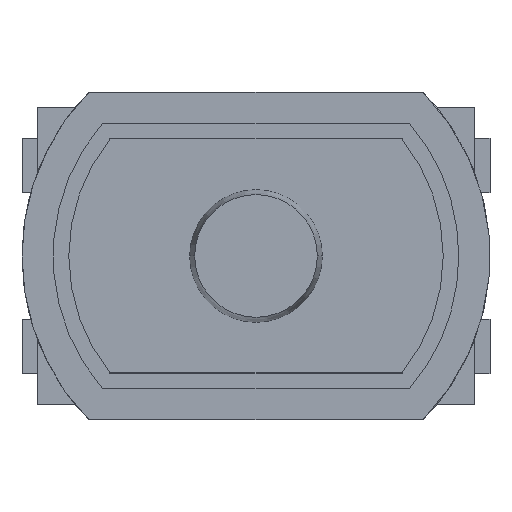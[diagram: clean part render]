
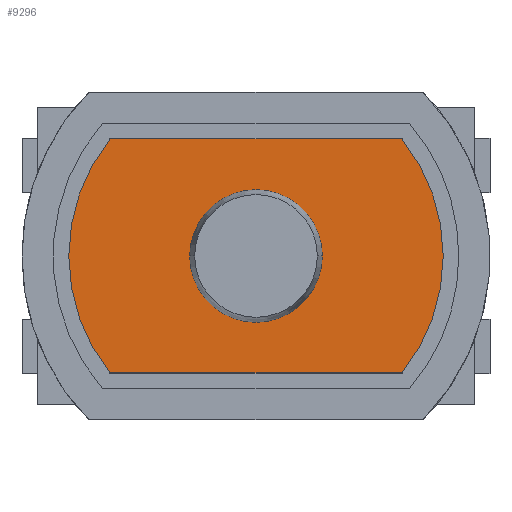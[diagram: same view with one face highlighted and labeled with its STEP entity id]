
A CAD part, top view. The second image highlights one B-rep face of the part: STEP entity #9296.
In plain terms, the highlighted planar face has unit normal (0, 0, 1).
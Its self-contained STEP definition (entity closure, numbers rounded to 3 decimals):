
#74 = CONICAL_SURFACE('',#75,0.425,0.175);
#75 = AXIS2_PLACEMENT_3D('',#76,#77,#78);
#76 = CARTESIAN_POINT('',(0.,0.,0.36));
#77 = DIRECTION('',(-0.,-0.,-1.));
#78 = DIRECTION('',(1.,0.,0.));
#99 = VERTEX_POINT('',#100);
#100 = CARTESIAN_POINT('',(-0.425,0.,0.36));
#114 = CONICAL_SURFACE('',#115,0.425,0.175);
#115 = AXIS2_PLACEMENT_3D('',#116,#117,#118);
#116 = CARTESIAN_POINT('',(0.,0.,0.36));
#117 = DIRECTION('',(-0.,-0.,-1.));
#118 = DIRECTION('',(1.,0.,0.));
#126 = EDGE_CURVE('',#99,#127,#129,.T.);
#127 = VERTEX_POINT('',#128);
#128 = CARTESIAN_POINT('',(0.425,0.,0.36));
#129 = SURFACE_CURVE('',#130,(#135,#142),.PCURVE_S1.);
#130 = CIRCLE('',#131,0.425);
#131 = AXIS2_PLACEMENT_3D('',#132,#133,#134);
#132 = CARTESIAN_POINT('',(0.,0.,0.36));
#133 = DIRECTION('',(0.,0.,1.));
#134 = DIRECTION('',(1.,0.,-0.));
#135 = PCURVE('',#74,#136);
#136 = DEFINITIONAL_REPRESENTATION('',(#137),#141);
#137 = LINE('',#138,#139);
#138 = CARTESIAN_POINT('',(6.283,0.));
#139 = VECTOR('',#140,1.);
#140 = DIRECTION('',(-1.,0.));
#141 = ( GEOMETRIC_REPRESENTATION_CONTEXT(2) 
PARAMETRIC_REPRESENTATION_CONTEXT() REPRESENTATION_CONTEXT('2D SPACE',''
  ) );
#142 = PCURVE('',#143,#148);
#143 = PLANE('',#144);
#144 = AXIS2_PLACEMENT_3D('',#145,#146,#147);
#145 = CARTESIAN_POINT('',(0.,0.,0.36));
#146 = DIRECTION('',(0.,0.,1.));
#147 = DIRECTION('',(1.,0.,-0.));
#148 = DEFINITIONAL_REPRESENTATION('',(#149),#153);
#149 = CIRCLE('',#150,0.425);
#150 = AXIS2_PLACEMENT_2D('',#151,#152);
#151 = CARTESIAN_POINT('',(0.,0.));
#152 = DIRECTION('',(1.,0.));
#153 = ( GEOMETRIC_REPRESENTATION_CONTEXT(2) 
PARAMETRIC_REPRESENTATION_CONTEXT() REPRESENTATION_CONTEXT('2D SPACE',''
  ) );
#191 = CYLINDRICAL_SURFACE('',#192,1.2);
#192 = AXIS2_PLACEMENT_3D('',#193,#194,#195);
#193 = CARTESIAN_POINT('',(0.,0.,0.35));
#194 = DIRECTION('',(0.,0.,1.));
#195 = DIRECTION('',(1.,0.,-0.));
#216 = VERTEX_POINT('',#217);
#217 = CARTESIAN_POINT('',(1.2,0.,0.36));
#231 = CYLINDRICAL_SURFACE('',#232,1.2);
#232 = AXIS2_PLACEMENT_3D('',#233,#234,#235);
#233 = CARTESIAN_POINT('',(0.,0.,0.35));
#234 = DIRECTION('',(0.,0.,1.));
#235 = DIRECTION('',(1.,0.,-0.));
#243 = EDGE_CURVE('',#244,#216,#246,.T.);
#244 = VERTEX_POINT('',#245);
#245 = CARTESIAN_POINT('',(0.937,-0.75,0.36)
  );
#246 = SURFACE_CURVE('',#247,(#252,#259),.PCURVE_S1.);
#247 = CIRCLE('',#248,1.2);
#248 = AXIS2_PLACEMENT_3D('',#249,#250,#251);
#249 = CARTESIAN_POINT('',(0.,0.,0.36));
#250 = DIRECTION('',(0.,0.,1.));
#251 = DIRECTION('',(1.,0.,-0.));
#252 = PCURVE('',#191,#253);
#253 = DEFINITIONAL_REPRESENTATION('',(#254),#258);
#254 = LINE('',#255,#256);
#255 = CARTESIAN_POINT('',(0.,0.01));
#256 = VECTOR('',#257,1.);
#257 = DIRECTION('',(1.,0.));
#258 = ( GEOMETRIC_REPRESENTATION_CONTEXT(2) 
PARAMETRIC_REPRESENTATION_CONTEXT() REPRESENTATION_CONTEXT('2D SPACE',''
  ) );
#259 = PCURVE('',#143,#260);
#260 = DEFINITIONAL_REPRESENTATION('',(#261),#265);
#261 = CIRCLE('',#262,1.2);
#262 = AXIS2_PLACEMENT_2D('',#263,#264);
#263 = CARTESIAN_POINT('',(0.,0.));
#264 = DIRECTION('',(1.,0.));
#265 = ( GEOMETRIC_REPRESENTATION_CONTEXT(2) 
PARAMETRIC_REPRESENTATION_CONTEXT() REPRESENTATION_CONTEXT('2D SPACE',''
  ) );
#281 = PLANE('',#282);
#282 = AXIS2_PLACEMENT_3D('',#283,#284,#285);
#283 = CARTESIAN_POINT('',(-0.937,-0.75,0.35)
  );
#284 = DIRECTION('',(0.,-1.,0.));
#285 = DIRECTION('',(1.,0.,0.));
#8975 = PLANE('',#8976);
#8976 = AXIS2_PLACEMENT_3D('',#8977,#8978,#8979);
#8977 = CARTESIAN_POINT('',(0.937,0.75,0.35)
  );
#8978 = DIRECTION('',(0.,1.,0.));
#8979 = DIRECTION('',(0.,-0.,1.));
#9048 = CYLINDRICAL_SURFACE('',#9049,1.2);
#9049 = AXIS2_PLACEMENT_3D('',#9050,#9051,#9052);
#9050 = CARTESIAN_POINT('',(0.,0.,0.35));
#9051 = DIRECTION('',(0.,0.,1.));
#9052 = DIRECTION('',(1.,0.,-0.));
#9070 = EDGE_CURVE('',#9071,#9073,#9075,.T.);
#9071 = VERTEX_POINT('',#9072);
#9072 = CARTESIAN_POINT('',(-0.937,0.75,0.36)
  );
#9073 = VERTEX_POINT('',#9074);
#9074 = CARTESIAN_POINT('',(-0.937,-0.75,0.36
    ));
#9075 = SURFACE_CURVE('',#9076,(#9081,#9088),.PCURVE_S1.);
#9076 = CIRCLE('',#9077,1.2);
#9077 = AXIS2_PLACEMENT_3D('',#9078,#9079,#9080);
#9078 = CARTESIAN_POINT('',(0.,0.,0.36));
#9079 = DIRECTION('',(0.,0.,1.));
#9080 = DIRECTION('',(1.,0.,-0.));
#9081 = PCURVE('',#9048,#9082);
#9082 = DEFINITIONAL_REPRESENTATION('',(#9083),#9087);
#9083 = LINE('',#9084,#9085);
#9084 = CARTESIAN_POINT('',(0.,0.01));
#9085 = VECTOR('',#9086,1.);
#9086 = DIRECTION('',(1.,0.));
#9087 = ( GEOMETRIC_REPRESENTATION_CONTEXT(2) 
PARAMETRIC_REPRESENTATION_CONTEXT() REPRESENTATION_CONTEXT('2D SPACE',''
  ) );
#9088 = PCURVE('',#143,#9089);
#9089 = DEFINITIONAL_REPRESENTATION('',(#9090),#9094);
#9090 = CIRCLE('',#9091,1.2);
#9091 = AXIS2_PLACEMENT_2D('',#9092,#9093);
#9092 = CARTESIAN_POINT('',(0.,0.));
#9093 = DIRECTION('',(1.,0.));
#9094 = ( GEOMETRIC_REPRESENTATION_CONTEXT(2) 
PARAMETRIC_REPRESENTATION_CONTEXT() REPRESENTATION_CONTEXT('2D SPACE',''
  ) );
#9142 = EDGE_CURVE('',#9143,#9071,#9145,.T.);
#9143 = VERTEX_POINT('',#9144);
#9144 = CARTESIAN_POINT('',(0.937,0.75,0.36)
  );
#9145 = SURFACE_CURVE('',#9146,(#9150,#9157),.PCURVE_S1.);
#9146 = LINE('',#9147,#9148);
#9147 = CARTESIAN_POINT('',(0.937,0.75,0.36)
  );
#9148 = VECTOR('',#9149,1.);
#9149 = DIRECTION('',(-1.,0.,0.));
#9150 = PCURVE('',#8975,#9151);
#9151 = DEFINITIONAL_REPRESENTATION('',(#9152),#9156);
#9152 = LINE('',#9153,#9154);
#9153 = CARTESIAN_POINT('',(0.01,0.));
#9154 = VECTOR('',#9155,1.);
#9155 = DIRECTION('',(0.,-1.));
#9156 = ( GEOMETRIC_REPRESENTATION_CONTEXT(2) 
PARAMETRIC_REPRESENTATION_CONTEXT() REPRESENTATION_CONTEXT('2D SPACE',''
  ) );
#9157 = PCURVE('',#143,#9158);
#9158 = DEFINITIONAL_REPRESENTATION('',(#9159),#9163);
#9159 = LINE('',#9160,#9161);
#9160 = CARTESIAN_POINT('',(0.937,0.75));
#9161 = VECTOR('',#9162,1.);
#9162 = DIRECTION('',(-1.,0.));
#9163 = ( GEOMETRIC_REPRESENTATION_CONTEXT(2) 
PARAMETRIC_REPRESENTATION_CONTEXT() REPRESENTATION_CONTEXT('2D SPACE',''
  ) );
#9194 = EDGE_CURVE('',#216,#9143,#9195,.T.);
#9195 = SURFACE_CURVE('',#9196,(#9201,#9208),.PCURVE_S1.);
#9196 = CIRCLE('',#9197,1.2);
#9197 = AXIS2_PLACEMENT_3D('',#9198,#9199,#9200);
#9198 = CARTESIAN_POINT('',(0.,0.,0.36));
#9199 = DIRECTION('',(0.,0.,1.));
#9200 = DIRECTION('',(1.,0.,-0.));
#9201 = PCURVE('',#231,#9202);
#9202 = DEFINITIONAL_REPRESENTATION('',(#9203),#9207);
#9203 = LINE('',#9204,#9205);
#9204 = CARTESIAN_POINT('',(0.,0.01));
#9205 = VECTOR('',#9206,1.);
#9206 = DIRECTION('',(1.,0.));
#9207 = ( GEOMETRIC_REPRESENTATION_CONTEXT(2) 
PARAMETRIC_REPRESENTATION_CONTEXT() REPRESENTATION_CONTEXT('2D SPACE',''
  ) );
#9208 = PCURVE('',#143,#9209);
#9209 = DEFINITIONAL_REPRESENTATION('',(#9210),#9214);
#9210 = CIRCLE('',#9211,1.2);
#9211 = AXIS2_PLACEMENT_2D('',#9212,#9213);
#9212 = CARTESIAN_POINT('',(0.,0.));
#9213 = DIRECTION('',(1.,0.));
#9214 = ( GEOMETRIC_REPRESENTATION_CONTEXT(2) 
PARAMETRIC_REPRESENTATION_CONTEXT() REPRESENTATION_CONTEXT('2D SPACE',''
  ) );
#9219 = EDGE_CURVE('',#9073,#244,#9220,.T.);
#9220 = SURFACE_CURVE('',#9221,(#9225,#9232),.PCURVE_S1.);
#9221 = LINE('',#9222,#9223);
#9222 = CARTESIAN_POINT('',(-0.937,-0.75,0.36
    ));
#9223 = VECTOR('',#9224,1.);
#9224 = DIRECTION('',(1.,0.,0.));
#9225 = PCURVE('',#281,#9226);
#9226 = DEFINITIONAL_REPRESENTATION('',(#9227),#9231);
#9227 = LINE('',#9228,#9229);
#9228 = CARTESIAN_POINT('',(0.,0.01));
#9229 = VECTOR('',#9230,1.);
#9230 = DIRECTION('',(1.,0.));
#9231 = ( GEOMETRIC_REPRESENTATION_CONTEXT(2) 
PARAMETRIC_REPRESENTATION_CONTEXT() REPRESENTATION_CONTEXT('2D SPACE',''
  ) );
#9232 = PCURVE('',#143,#9233);
#9233 = DEFINITIONAL_REPRESENTATION('',(#9234),#9238);
#9234 = LINE('',#9235,#9236);
#9235 = CARTESIAN_POINT('',(-0.937,-0.75));
#9236 = VECTOR('',#9237,1.);
#9237 = DIRECTION('',(1.,0.));
#9238 = ( GEOMETRIC_REPRESENTATION_CONTEXT(2) 
PARAMETRIC_REPRESENTATION_CONTEXT() REPRESENTATION_CONTEXT('2D SPACE',''
  ) );
#9275 = EDGE_CURVE('',#127,#99,#9276,.T.);
#9276 = SURFACE_CURVE('',#9277,(#9282,#9289),.PCURVE_S1.);
#9277 = CIRCLE('',#9278,0.425);
#9278 = AXIS2_PLACEMENT_3D('',#9279,#9280,#9281);
#9279 = CARTESIAN_POINT('',(0.,0.,0.36));
#9280 = DIRECTION('',(0.,0.,1.));
#9281 = DIRECTION('',(1.,0.,-0.));
#9282 = PCURVE('',#114,#9283);
#9283 = DEFINITIONAL_REPRESENTATION('',(#9284),#9288);
#9284 = LINE('',#9285,#9286);
#9285 = CARTESIAN_POINT('',(6.283,0.));
#9286 = VECTOR('',#9287,1.);
#9287 = DIRECTION('',(-1.,0.));
#9288 = ( GEOMETRIC_REPRESENTATION_CONTEXT(2) 
PARAMETRIC_REPRESENTATION_CONTEXT() REPRESENTATION_CONTEXT('2D SPACE',''
  ) );
#9289 = PCURVE('',#143,#9290);
#9290 = DEFINITIONAL_REPRESENTATION('',(#9291),#9295);
#9291 = CIRCLE('',#9292,0.425);
#9292 = AXIS2_PLACEMENT_2D('',#9293,#9294);
#9293 = CARTESIAN_POINT('',(0.,0.));
#9294 = DIRECTION('',(1.,0.));
#9295 = ( GEOMETRIC_REPRESENTATION_CONTEXT(2) 
PARAMETRIC_REPRESENTATION_CONTEXT() REPRESENTATION_CONTEXT('2D SPACE',''
  ) );
#9296 = ADVANCED_FACE('',(#9297,#9301),#143,.T.);
#9297 = FACE_BOUND('',#9298,.T.);
#9298 = EDGE_LOOP('',(#9299,#9300));
#9299 = ORIENTED_EDGE('',*,*,#9275,.F.);
#9300 = ORIENTED_EDGE('',*,*,#126,.F.);
#9301 = FACE_BOUND('',#9302,.T.);
#9302 = EDGE_LOOP('',(#9303,#9304,#9305,#9306,#9307));
#9303 = ORIENTED_EDGE('',*,*,#9142,.T.);
#9304 = ORIENTED_EDGE('',*,*,#9070,.T.);
#9305 = ORIENTED_EDGE('',*,*,#9219,.T.);
#9306 = ORIENTED_EDGE('',*,*,#243,.T.);
#9307 = ORIENTED_EDGE('',*,*,#9194,.T.);
